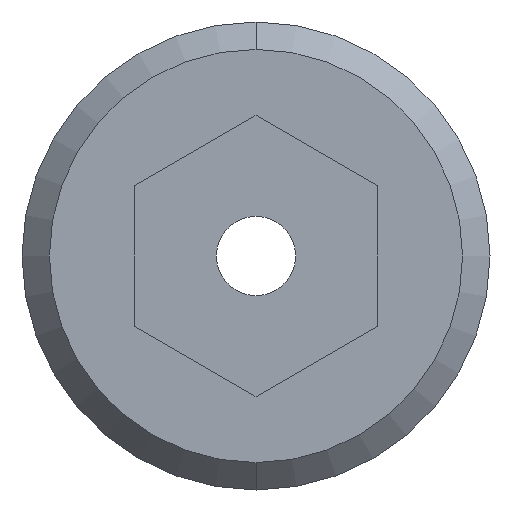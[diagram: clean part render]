
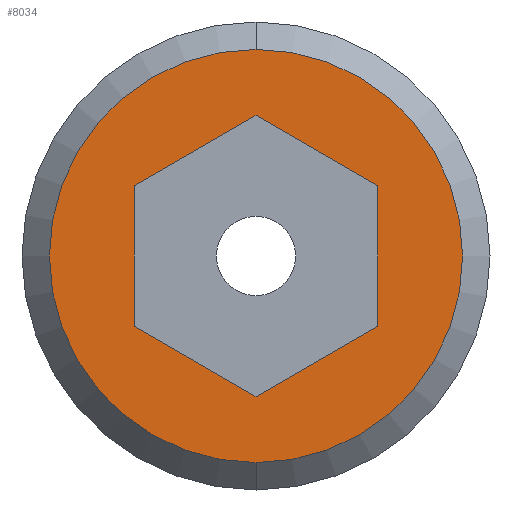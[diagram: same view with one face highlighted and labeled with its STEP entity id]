
A CAD part, left-side view. The second image highlights one B-rep face of the part: STEP entity #8034.
In plain terms, the highlighted planar face has unit normal (-1, 0, 0).
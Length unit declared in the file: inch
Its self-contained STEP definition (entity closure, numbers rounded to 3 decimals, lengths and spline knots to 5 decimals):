
#3377=CARTESIAN_POINT('',(-0.188,0.,0.));
#3378=DIRECTION('',(-1.,0.,0.));
#3379=DIRECTION('',(0.,1.,0.));
#3380=AXIS2_PLACEMENT_3D('',#3377,#3378,#3379);
#3395=DIRECTION('',(0.,0.5,0.866));
#3396=VECTOR('',#3395,0.09238);
#3397=CARTESIAN_POINT('',(-0.188,0.04619,-0.08));
#3398=LINE('',#3397,#3396);
#3399=DIRECTION('',(0.,1.,0.));
#3400=VECTOR('',#3399,0.09238);
#3401=CARTESIAN_POINT('',(-0.188,-0.04619,-0.08));
#3402=LINE('',#3401,#3400);
#3403=DIRECTION('',(0.,0.5,-0.866));
#3404=VECTOR('',#3403,0.09238);
#3405=CARTESIAN_POINT('',(-0.188,-0.09238,0.));
#3406=LINE('',#3405,#3404);
#3407=DIRECTION('',(0.,-0.5,-0.866));
#3408=VECTOR('',#3407,0.09238);
#3409=CARTESIAN_POINT('',(-0.188,-0.04619,0.08));
#3410=LINE('',#3409,#3408);
#3411=DIRECTION('',(0.,-1.,0.));
#3412=VECTOR('',#3411,0.09238);
#3413=CARTESIAN_POINT('',(-0.188,0.04619,0.08));
#3414=LINE('',#3413,#3412);
#3415=DIRECTION('',(0.,-0.5,0.866));
#3416=VECTOR('',#3415,0.09238);
#3417=CARTESIAN_POINT('',(-0.188,0.09238,0.));
#3418=LINE('',#3417,#3416);
#3419=CARTESIAN_POINT('',(-0.188,0.,0.));
#3420=DIRECTION('',(1.,0.,0.));
#3421=DIRECTION('',(0.,1.,0.));
#3422=AXIS2_PLACEMENT_3D('',#3419,#3420,#3421);
#3651=CARTESIAN_POINT('',(-0.188,0.13575,0.));
#3652=CARTESIAN_POINT('',(-0.188,-0.13575,0.));
#3653=VERTEX_POINT('',#3651);
#3654=VERTEX_POINT('',#3652);
#3671=CARTESIAN_POINT('',(-0.188,0.04619,-0.08));
#3672=CARTESIAN_POINT('',(-0.188,0.09238,0.));
#3673=VERTEX_POINT('',#3671);
#3674=VERTEX_POINT('',#3672);
#3675=CARTESIAN_POINT('',(-0.188,-0.04619,-0.08));
#3676=VERTEX_POINT('',#3675);
#3677=CARTESIAN_POINT('',(-0.188,-0.09238,0.));
#3678=VERTEX_POINT('',#3677);
#3679=CARTESIAN_POINT('',(-0.188,-0.04619,0.08));
#3680=VERTEX_POINT('',#3679);
#3681=CARTESIAN_POINT('',(-0.188,0.04619,0.08));
#3682=VERTEX_POINT('',#3681);
#8010=CARTESIAN_POINT('',(-0.188,0.,0.));
#8011=DIRECTION('',(1.,0.,0.));
#8012=DIRECTION('',(0.,-1.,0.));
#8013=AXIS2_PLACEMENT_3D('',#8010,#8011,#8012);
#8014=PLANE('',#8013);
#8015=ORIENTED_EDGE('',*,*,#8000,.F.);
#8017=ORIENTED_EDGE('',*,*,#8016,.T.);
#8018=EDGE_LOOP('',(#8015,#8017));
#8019=FACE_OUTER_BOUND('',#8018,.F.);
#8021=ORIENTED_EDGE('',*,*,#8020,.F.);
#8023=ORIENTED_EDGE('',*,*,#8022,.F.);
#8025=ORIENTED_EDGE('',*,*,#8024,.F.);
#8027=ORIENTED_EDGE('',*,*,#8026,.F.);
#8029=ORIENTED_EDGE('',*,*,#8028,.F.);
#8031=ORIENTED_EDGE('',*,*,#8030,.F.);
#8032=EDGE_LOOP('',(#8021,#8023,#8025,#8027,#8029,#8031));
#8033=FACE_BOUND('',#8032,.F.);
#3381=CIRCLE('',#3380,0.13575);
#3423=CIRCLE('',#3422,0.13575);
#8000=EDGE_CURVE('',#3653,#3654,#3381,.T.);
#8016=EDGE_CURVE('',#3653,#3654,#3423,.T.);
#8020=EDGE_CURVE('',#3673,#3674,#3398,.T.);
#8022=EDGE_CURVE('',#3676,#3673,#3402,.T.);
#8024=EDGE_CURVE('',#3678,#3676,#3406,.T.);
#8026=EDGE_CURVE('',#3680,#3678,#3410,.T.);
#8028=EDGE_CURVE('',#3682,#3680,#3414,.T.);
#8030=EDGE_CURVE('',#3674,#3682,#3418,.T.);
#8034=ADVANCED_FACE('',(#8019,#8033),#8014,.F.);
